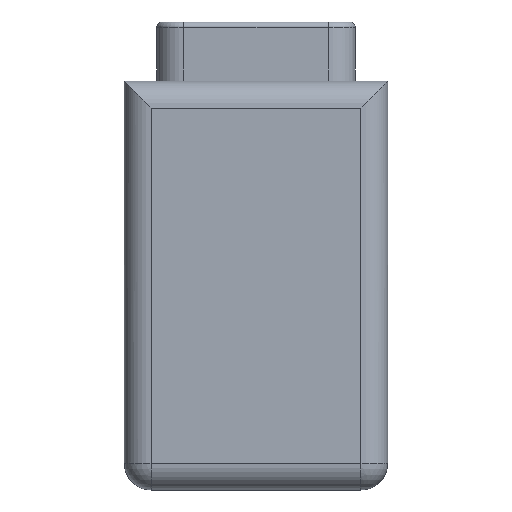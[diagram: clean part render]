
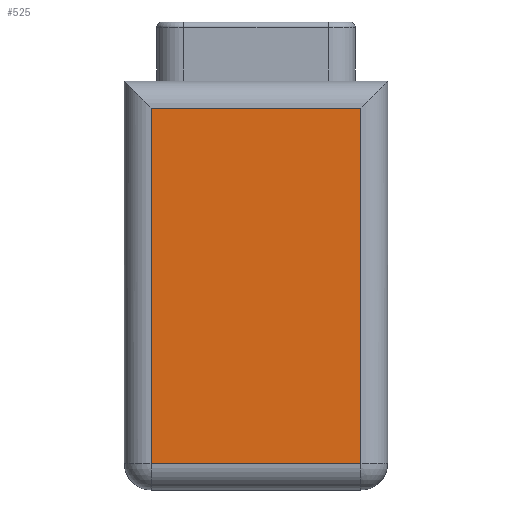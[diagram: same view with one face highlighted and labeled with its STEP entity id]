
A CAD part, front view. The second image highlights one B-rep face of the part: STEP entity #525.
In plain terms, the highlighted planar face has unit normal (0, -1, 0).
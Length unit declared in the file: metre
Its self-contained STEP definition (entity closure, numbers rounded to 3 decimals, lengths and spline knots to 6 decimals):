
#27=PLANE('',#579);
#50=LINE('',#886,#87);
#51=LINE('',#889,#88);
#52=LINE('',#891,#89);
#53=LINE('',#893,#90);
#87=VECTOR('',#674,1.);
#88=VECTOR('',#675,1.);
#89=VECTOR('',#676,1.);
#90=VECTOR('',#677,1.);
#148=ORIENTED_EDGE('',*,*,#301,.T.);
#149=ORIENTED_EDGE('',*,*,#302,.T.);
#150=ORIENTED_EDGE('',*,*,#303,.T.);
#151=ORIENTED_EDGE('',*,*,#304,.T.);
#301=EDGE_CURVE('',#377,#378,#50,.T.);
#302=EDGE_CURVE('',#378,#379,#51,.F.);
#303=EDGE_CURVE('',#379,#380,#52,.F.);
#304=EDGE_CURVE('',#380,#377,#53,.T.);
#377=VERTEX_POINT('',#887);
#378=VERTEX_POINT('',#888);
#379=VERTEX_POINT('',#890);
#380=VERTEX_POINT('',#892);
#436=EDGE_LOOP('',(#148,#149,#150,#151));
#473=FACE_BOUND('',#436,.T.);
#525=ADVANCED_FACE('',(#473),#27,.T.);
#579=AXIS2_PLACEMENT_3D('',#885,#672,#673);
#672=DIRECTION('',(0.,-1.,0.));
#673=DIRECTION('',(1.,0.,0.));
#674=DIRECTION('',(0.,0.,1.));
#675=DIRECTION('',(1.,0.,0.));
#676=DIRECTION('',(0.,0.,1.));
#677=DIRECTION('',(1.,0.,0.));
#885=CARTESIAN_POINT('',(-0.003892,0.0001,-0.025));
#886=CARTESIAN_POINT('',(0.0039,0.0001,0.));
#887=CARTESIAN_POINT('',(0.0039,0.0001,-0.0142));
#888=CARTESIAN_POINT('',(0.0039,0.0001,-0.001));
#889=CARTESIAN_POINT('',(-0.003892,0.0001,-0.001));
#890=CARTESIAN_POINT('',(-0.0039,0.0001,-0.001));
#891=CARTESIAN_POINT('',(-0.0039,0.0001,-0.025));
#892=CARTESIAN_POINT('',(-0.0039,0.0001,-0.0142));
#893=CARTESIAN_POINT('',(0.0049,0.0001,-0.0142));
